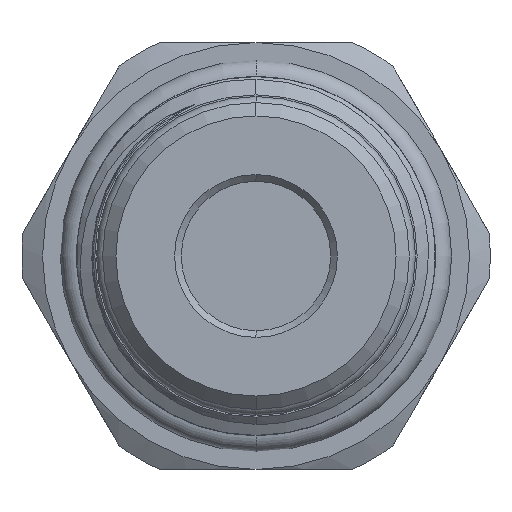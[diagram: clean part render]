
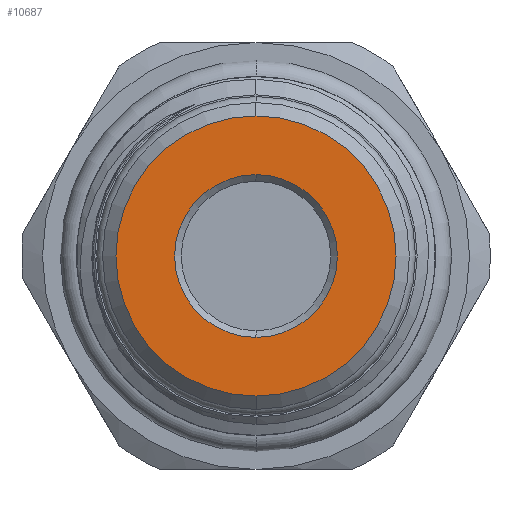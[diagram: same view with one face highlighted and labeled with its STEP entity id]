
A CAD part, left-side view. The second image highlights one B-rep face of the part: STEP entity #10687.
In plain terms, the highlighted planar face has unit normal (-1, 0, 0).
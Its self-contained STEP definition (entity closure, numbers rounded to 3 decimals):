
#47 = CARTESIAN_POINT ( 'NONE',  ( -29.739, -2.703, -6.1 ) ) ;
#862 = EDGE_CURVE ( 'NONE', #11447, #2104, #1888, .T. ) ;
#1049 = EDGE_CURVE ( 'NONE', #7815, #14340, #10901, .T. ) ;
#1120 = DIRECTION ( 'NONE',  ( 0., 0., 1. ) ) ;
#1226 = CARTESIAN_POINT ( 'NONE',  ( -29.739, -2.703, 0. ) ) ;
#1376 = FACE_OUTER_BOUND ( 'NONE', #1387, .T. ) ;
#1387 = EDGE_LOOP ( 'NONE', ( #4388, #10669 ) ) ;
#1888 = CIRCLE ( 'NONE', #3503, 6.1 ) ;
#2104 = VERTEX_POINT ( 'NONE', #47 ) ;
#2356 = ORIENTED_EDGE ( 'NONE', *, *, #7654, .T. ) ;
#3393 = DIRECTION ( 'NONE',  ( 1., 0., 0. ) ) ;
#3503 = AXIS2_PLACEMENT_3D ( 'NONE', #6800, #3393, #1120 ) ;
#3545 = CIRCLE ( 'NONE', #5425, 10.5 ) ;
#4388 = ORIENTED_EDGE ( 'NONE', *, *, #1049, .T. ) ;
#5100 = DIRECTION ( 'NONE',  ( -1., 0., 0. ) ) ;
#5425 = AXIS2_PLACEMENT_3D ( 'NONE', #13082, #5100, #14240 ) ;
#5487 = DIRECTION ( 'NONE',  ( 1., 0., 0. ) ) ;
#6637 = CARTESIAN_POINT ( 'NONE',  ( -29.739, -2.703, -10.5 ) ) ;
#6800 = CARTESIAN_POINT ( 'NONE',  ( -29.739, -2.703, 0. ) ) ;
#6957 = FACE_BOUND ( 'NONE', #12910, .T. ) ;
#7095 = DIRECTION ( 'NONE',  ( -1., 0., 0. ) ) ;
#7654 = EDGE_CURVE ( 'NONE', #2104, #11447, #8789, .T. ) ;
#7734 = PLANE ( 'NONE',  #7867 ) ;
#7780 = CARTESIAN_POINT ( 'NONE',  ( -29.739, -2.703, 0. ) ) ;
#7815 = VERTEX_POINT ( 'NONE', #13684 ) ;
#7867 = AXIS2_PLACEMENT_3D ( 'NONE', #7780, #10068, #11330 ) ;
#8118 = AXIS2_PLACEMENT_3D ( 'NONE', #1226, #7095, #12715 ) ;
#8394 = ORIENTED_EDGE ( 'NONE', *, *, #862, .T. ) ;
#8789 = CIRCLE ( 'NONE', #13724, 6.1 ) ;
#8833 = CARTESIAN_POINT ( 'NONE',  ( -29.739, -2.703, 0. ) ) ;
#10068 = DIRECTION ( 'NONE',  ( 1., 0., 0. ) ) ;
#10669 = ORIENTED_EDGE ( 'NONE', *, *, #13277, .T. ) ;
#10687 = ADVANCED_FACE ( 'NONE', ( #1376, #6957 ), #7734, .F. ) ;
#10901 = CIRCLE ( 'NONE', #8118, 10.5 ) ;
#11330 = DIRECTION ( 'NONE',  ( 0., 0., 1. ) ) ;
#11447 = VERTEX_POINT ( 'NONE', #13012 ) ;
#12214 = DIRECTION ( 'NONE',  ( 0., 0., 1. ) ) ;
#12715 = DIRECTION ( 'NONE',  ( 0., 0., 1. ) ) ;
#12910 = EDGE_LOOP ( 'NONE', ( #2356, #8394 ) ) ;
#13012 = CARTESIAN_POINT ( 'NONE',  ( -29.739, -2.703, 6.1 ) ) ;
#13082 = CARTESIAN_POINT ( 'NONE',  ( -29.739, -2.703, 0. ) ) ;
#13277 = EDGE_CURVE ( 'NONE', #14340, #7815, #3545, .T. ) ;
#13684 = CARTESIAN_POINT ( 'NONE',  ( -29.739, -2.703, 10.5 ) ) ;
#13724 = AXIS2_PLACEMENT_3D ( 'NONE', #8833, #5487, #12214 ) ;
#14240 = DIRECTION ( 'NONE',  ( 0., 0., 1. ) ) ;
#14340 = VERTEX_POINT ( 'NONE', #6637 ) ;
